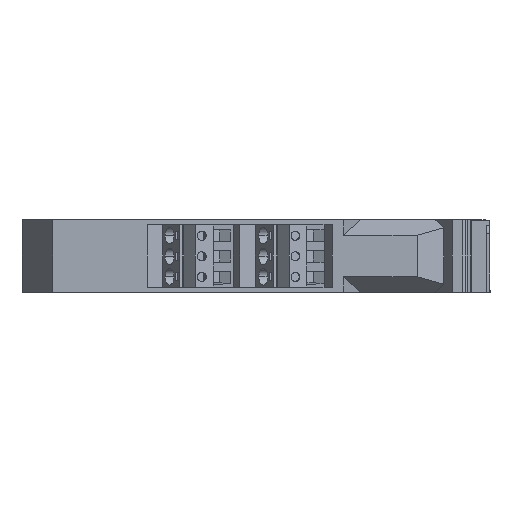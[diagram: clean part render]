
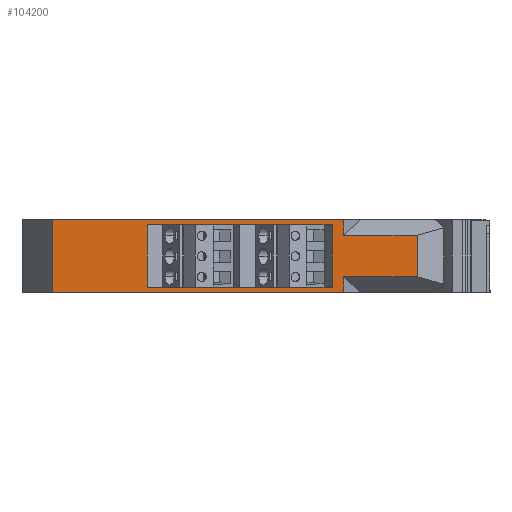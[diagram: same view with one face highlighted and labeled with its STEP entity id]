
A CAD part, left-side view. The second image highlights one B-rep face of the part: STEP entity #104200.
In plain terms, the highlighted planar face has unit normal (-1, 0, 0).
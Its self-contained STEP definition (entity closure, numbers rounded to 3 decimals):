
#37620=CARTESIAN_POINT('',(-49.5,-52.4,
31.447));
#37630=DIRECTION('',(0.,1.,0.));
#37640=VECTOR('',#37630,1.);
#37650=LINE('',#37620,#37640);
#37660=CARTESIAN_POINT('',(-49.5,11.,
31.447));
#37670=VERTEX_POINT('',#37660);
#37680=CARTESIAN_POINT('',(-49.5,28.9,
31.447));
#37690=VERTEX_POINT('',#37680);
#37700=EDGE_CURVE('',#37670,#37690,#37650,.T.);
#38210=CARTESIAN_POINT('',(-49.5,28.9,
35.2));
#38220=VERTEX_POINT('',#38210);
#38260=CARTESIAN_POINT('',(-49.5,28.9,
31.4));
#38270=DIRECTION('',(0.,0.,-1.));
#38280=VECTOR('',#38270,1.);
#38290=LINE('',#38260,#38280);
#38300=EDGE_CURVE('',#38220,#37690,#38290,.T.);
#43530=CARTESIAN_POINT('',(-49.5,31.657,
33.95));
#43540=VERTEX_POINT('',#43530);
#43590=CARTESIAN_POINT('',(-49.5,31.657,
52.8));
#43600=DIRECTION('',(0.,0.,-1.));
#43610=VECTOR('',#43600,1.);
#43620=LINE('',#43590,#43610);
#43630=CARTESIAN_POINT('',(-49.5,31.657,
18.85));
#43640=VERTEX_POINT('',#43630);
#43650=EDGE_CURVE('',#43540,#43640,#43620,.T.);
#49770=CARTESIAN_POINT('',(-49.5,47.985,
33.95));
#49780=VERTEX_POINT('',#49770);
#49810=CARTESIAN_POINT('',(-49.5,0.,
33.95));
#49820=DIRECTION('',(0.,-1.,0.));
#49830=VECTOR('',#49820,1.);
#49840=LINE('',#49810,#49830);
#49850=CARTESIAN_POINT('',(-49.5,35.92,
33.95));
#49860=VERTEX_POINT('',#49850);
#49870=EDGE_CURVE('',#49780,#49860,#49840,.T.);
#51870=CARTESIAN_POINT('',(-49.5,47.985,
18.85));
#51880=VERTEX_POINT('',#51870);
#58660=CARTESIAN_POINT('',(-49.5,11.,0.));
#58670=DIRECTION('',(0.,0.,-1.));
#58680=VECTOR('',#58670,1.);
#58690=LINE('',#58660,#58680);
#58700=CARTESIAN_POINT('',(-49.5,11.,
21.353));
#58710=VERTEX_POINT('',#58700);
#58720=EDGE_CURVE('',#37670,#58710,#58690,.T.);
#60650=CARTESIAN_POINT('',(-49.5,0.,21.353));
#60660=DIRECTION('',(0.,-1.,0.));
#60670=VECTOR('',#60660,1.);
#60680=LINE('',#60650,#60670);
#60690=CARTESIAN_POINT('',(-49.5,28.9,
21.353));
#60700=VERTEX_POINT('',#60690);
#60710=EDGE_CURVE('',#60700,#58710,#60680,.T.);
#62460=CARTESIAN_POINT('',(-49.5,28.9,
17.6));
#62470=VERTEX_POINT('',#62460);
#62500=CARTESIAN_POINT('',(-49.5,28.9,0.));
#62510=DIRECTION('',(0.,0.,-1.));
#62520=VECTOR('',#62510,1.);
#62530=LINE('',#62500,#62520);
#62540=EDGE_CURVE('',#60700,#62470,#62530,.T.);
#66320=CARTESIAN_POINT('',(-49.5,58.692,
18.85));
#66330=VERTEX_POINT('',#66320);
#67710=CARTESIAN_POINT('',(-49.5,58.692,
33.95));
#67720=VERTEX_POINT('',#67710);
#69940=CARTESIAN_POINT('',(-49.5,0.,18.85));
#69950=DIRECTION('',(0.,-1.,0.));
#69960=VECTOR('',#69950,1.);
#69970=LINE('',#69940,#69960);
#69980=EDGE_CURVE('',#66330,#51880,#69970,.T.);
#70730=CARTESIAN_POINT('',(-49.5,99.662,
35.2));
#70740=VERTEX_POINT('',#70730);
#70770=CARTESIAN_POINT('',(-49.5,99.662,0.));
#70780=DIRECTION('',(0.,0.,1.));
#70790=VECTOR('',#70780,1.);
#70800=LINE('',#70770,#70790);
#70810=CARTESIAN_POINT('',(-49.5,99.662,
17.6));
#70820=VERTEX_POINT('',#70810);
#70830=EDGE_CURVE('',#70820,#70740,#70800,.T.);
#75590=CARTESIAN_POINT('',(-49.5,70.757,
18.85));
#75600=VERTEX_POINT('',#75590);
#76020=CARTESIAN_POINT('',(-49.5,0.,18.85));
#76030=DIRECTION('',(0.,1.,0.));
#76040=VECTOR('',#76030,1.);
#76050=LINE('',#76020,#76040);
#76060=EDGE_CURVE('',#66330,#75600,#76050,.T.);
#89750=CARTESIAN_POINT('',(-49.5,35.92,
18.85));
#89760=VERTEX_POINT('',#89750);
#91170=CARTESIAN_POINT('',(-49.5,0.,
18.85));
#91180=DIRECTION('',(0.,1.,0.));
#91190=VECTOR('',#91180,1.);
#91200=LINE('',#91170,#91190);
#91210=EDGE_CURVE('',#43640,#89760,#91200,.T.);
#95200=CARTESIAN_POINT('',(-49.5,0.,
33.95));
#95210=DIRECTION('',(0.,-1.,0.));
#95220=VECTOR('',#95210,1.);
#95230=LINE('',#95200,#95220);
#95240=EDGE_CURVE('',#49860,#43540,#95230,.T.);
#95500=CARTESIAN_POINT('',(-49.5,0.,
18.85));
#95510=DIRECTION('',(0.,-1.,0.));
#95520=VECTOR('',#95510,1.);
#95530=LINE('',#95500,#95520);
#95540=EDGE_CURVE('',#51880,#89760,#95530,.T.);
#100300=CARTESIAN_POINT('',(-49.5,0.,17.6));
#100310=DIRECTION('',(-0.,-1.,-0.));
#100320=VECTOR('',#100310,1.);
#100330=LINE('',#100300,#100320);
#100340=EDGE_CURVE('',#70820,#62470,#100330,.T.);
#100770=CARTESIAN_POINT('',(-49.5,0.,35.2));
#100780=DIRECTION('',(-0.,-1.,0.));
#100790=VECTOR('',#100780,1.);
#100800=LINE('',#100770,#100790);
#100810=EDGE_CURVE('',#70740,#38220,#100800,.T.);
#102550=CARTESIAN_POINT('',(-49.5,70.757,
33.95));
#102560=VERTEX_POINT('',#102550);
#102590=CARTESIAN_POINT('',(-49.5,0.,33.95));
#102600=DIRECTION('',(0.,1.,0.));
#102610=VECTOR('',#102600,1.);
#102620=LINE('',#102590,#102610);
#102630=EDGE_CURVE('',#67720,#102560,#102620,.T.);
#102940=CARTESIAN_POINT('',(-49.5,76.602,
33.95));
#102950=VERTEX_POINT('',#102940);
#102980=CARTESIAN_POINT('',(-49.5,0.,33.95));
#102990=DIRECTION('',(0.,1.,0.));
#103000=VECTOR('',#102990,1.);
#103010=LINE('',#102980,#103000);
#103020=EDGE_CURVE('',#102560,#102950,#103010,.T.);
#103640=EDGE_CURVE('',#67720,#49780,#95230,.T.);
#103790=CARTESIAN_POINT('',(-49.5,30.963,
33.95));
#103800=DIRECTION('',(-1.,0.,0.));
#103810=DIRECTION('',(0.,-1.,0.));
#103820=AXIS2_PLACEMENT_3D('',#103790,#103800,#103810);
#103830=PLANE('',#103820);
#103840=ORIENTED_EDGE('',*,*,#95540,.F.);
#103850=ORIENTED_EDGE('',*,*,#91210,.T.);
#103860=ORIENTED_EDGE('',*,*,#43650,.T.);
#103870=ORIENTED_EDGE('',*,*,#95240,.T.);
#103880=ORIENTED_EDGE('',*,*,#49870,.T.);
#103890=ORIENTED_EDGE('',*,*,#103640,.T.);
#103900=ORIENTED_EDGE('',*,*,#102630,.F.);
#103910=ORIENTED_EDGE('',*,*,#103020,.F.);
#103920=CARTESIAN_POINT('',(-49.5,76.602,0.));
#103930=DIRECTION('',(0.,0.,-1.));
#103940=VECTOR('',#103930,1.);
#103950=LINE('',#103920,#103940);
#103960=CARTESIAN_POINT('',(-49.5,76.602,
18.85));
#103970=VERTEX_POINT('',#103960);
#103980=EDGE_CURVE('',#102950,#103970,#103950,.T.);
#103990=ORIENTED_EDGE('',*,*,#103980,.F.);
#104000=CARTESIAN_POINT('',(-49.5,0.,18.85));
#104010=DIRECTION('',(0.,-1.,0.));
#104020=VECTOR('',#104010,1.);
#104030=LINE('',#104000,#104020);
#104040=EDGE_CURVE('',#103970,#75600,#104030,.T.);
#104050=ORIENTED_EDGE('',*,*,#104040,.F.);
#104060=ORIENTED_EDGE('',*,*,#76060,.T.);
#104070=ORIENTED_EDGE('',*,*,#69980,.F.);
#104080=EDGE_LOOP('',(#104070,#104060,#104050,#103990,#103910,#103900,
#103890,#103880,#103870,#103860,#103850,#103840));
#104090=FACE_BOUND('',#104080,.T.);
#104100=ORIENTED_EDGE('',*,*,#70830,.F.);
#104110=ORIENTED_EDGE('',*,*,#100810,.F.);
#104120=ORIENTED_EDGE('',*,*,#38300,.F.);
#104130=ORIENTED_EDGE('',*,*,#37700,.T.);
#104140=ORIENTED_EDGE('',*,*,#58720,.F.);
#104150=ORIENTED_EDGE('',*,*,#60710,.T.);
#104160=ORIENTED_EDGE('',*,*,#62540,.F.);
#104170=ORIENTED_EDGE('',*,*,#100340,.T.);
#104180=EDGE_LOOP('',(#104170,#104160,#104150,#104140,#104130,#104120,
#104110,#104100));
#104190=FACE_OUTER_BOUND('',#104180,.T.);
#104200=ADVANCED_FACE('',(#104090,#104190),#103830,.T.);
